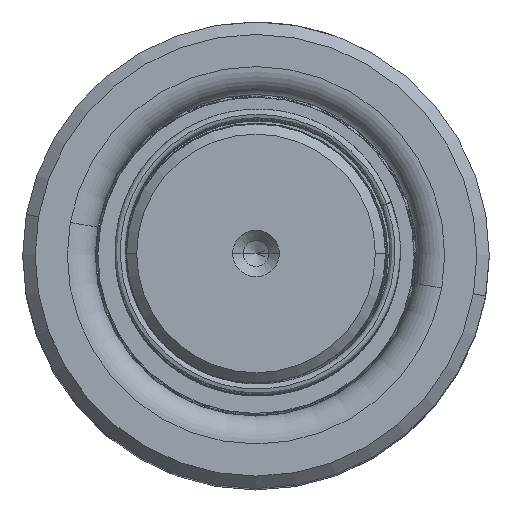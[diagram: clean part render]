
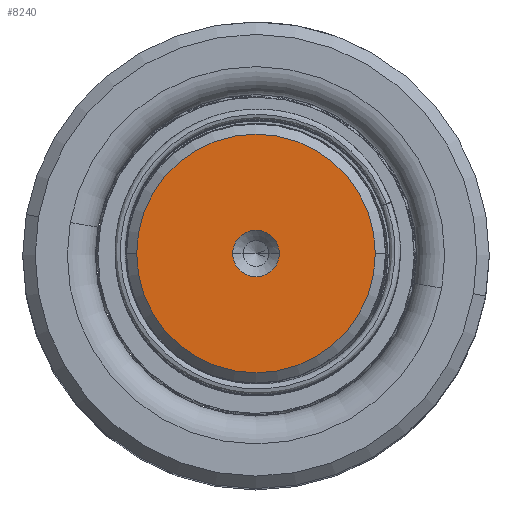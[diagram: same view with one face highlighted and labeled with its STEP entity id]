
A CAD part, top view. The second image highlights one B-rep face of the part: STEP entity #8240.
In plain terms, the highlighted planar face has unit normal (0, 0, 1).
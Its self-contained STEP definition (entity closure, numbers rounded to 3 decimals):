
#222 = EDGE_LOOP ( 'NONE', ( #10239, #8139 ) ) ;
#5142 = DIRECTION ( 'NONE',  ( 1., 0., 0. ) ) ;
#6764 = CARTESIAN_POINT ( 'NONE',  ( 0., 0., 180. ) ) ;
#7698 = EDGE_CURVE ( 'NONE', #53103, #42900, #43987, .T. ) ;
#8139 = ORIENTED_EDGE ( 'NONE', *, *, #14793, .T. ) ;
#8240 = ADVANCED_FACE ( 'NONE', ( #44592, #43194 ), #35333, .T. ) ;
#9984 = DIRECTION ( 'NONE',  ( 0., 0., 1. ) ) ;
#10239 = ORIENTED_EDGE ( 'NONE', *, *, #46756, .T. ) ;
#11607 = DIRECTION ( 'NONE',  ( 0., 0., 1. ) ) ;
#13916 = ORIENTED_EDGE ( 'NONE', *, *, #22290, .F. ) ;
#13950 = AXIS2_PLACEMENT_3D ( 'NONE', #35215, #52946, #26531 ) ;
#14793 = EDGE_CURVE ( 'NONE', #18202, #44296, #54136, .T. ) ;
#16495 = CIRCLE ( 'NONE', #29593, 2.25 ) ;
#18202 = VERTEX_POINT ( 'NONE', #19494 ) ;
#19494 = CARTESIAN_POINT ( 'NONE',  ( 11.509, 0., 180. ) ) ;
#21314 = AXIS2_PLACEMENT_3D ( 'NONE', #27394, #9984, #27967 ) ;
#22290 = EDGE_CURVE ( 'NONE', #42900, #53103, #16495, .T. ) ;
#22304 = CARTESIAN_POINT ( 'NONE',  ( -2.25, 0., 180. ) ) ;
#24265 = EDGE_LOOP ( 'NONE', ( #25248, #13916 ) ) ;
#25248 = ORIENTED_EDGE ( 'NONE', *, *, #7698, .F. ) ;
#26531 = DIRECTION ( 'NONE',  ( 1., 0., 0. ) ) ;
#26899 = CARTESIAN_POINT ( 'NONE',  ( 0., 0., 180. ) ) ;
#27394 = CARTESIAN_POINT ( 'NONE',  ( 0., 0., 180. ) ) ;
#27563 = CARTESIAN_POINT ( 'NONE',  ( -11.509, 0., 180. ) ) ;
#27967 = DIRECTION ( 'NONE',  ( 1., 0., 0. ) ) ;
#29593 = AXIS2_PLACEMENT_3D ( 'NONE', #26899, #31501, #40201 ) ;
#31501 = DIRECTION ( 'NONE',  ( 0., 0., 1. ) ) ;
#35215 = CARTESIAN_POINT ( 'NONE',  ( 0., 0., 180. ) ) ;
#35333 = PLANE ( 'NONE',  #47687 ) ;
#35698 = DIRECTION ( 'NONE',  ( 0., 0., 1. ) ) ;
#36006 = AXIS2_PLACEMENT_3D ( 'NONE', #6764, #11607, #37494 ) ;
#37494 = DIRECTION ( 'NONE',  ( 1., 0., 0. ) ) ;
#40201 = DIRECTION ( 'NONE',  ( 1., 0., 0. ) ) ;
#40219 = CIRCLE ( 'NONE', #36006, 11.509 ) ;
#42900 = VERTEX_POINT ( 'NONE', #22304 ) ;
#43194 = FACE_OUTER_BOUND ( 'NONE', #222, .T. ) ;
#43987 = CIRCLE ( 'NONE', #13950, 2.25 ) ;
#44296 = VERTEX_POINT ( 'NONE', #27563 ) ;
#44592 = FACE_BOUND ( 'NONE', #24265, .T. ) ;
#46382 = CARTESIAN_POINT ( 'NONE',  ( 2.25, 0., 180. ) ) ;
#46756 = EDGE_CURVE ( 'NONE', #44296, #18202, #40219, .T. ) ;
#47687 = AXIS2_PLACEMENT_3D ( 'NONE', #48990, #35698, #5142 ) ;
#48990 = CARTESIAN_POINT ( 'NONE',  ( 0., 0., 180. ) ) ;
#52946 = DIRECTION ( 'NONE',  ( 0., 0., 1. ) ) ;
#53103 = VERTEX_POINT ( 'NONE', #46382 ) ;
#54136 = CIRCLE ( 'NONE', #21314, 11.509 ) ;
